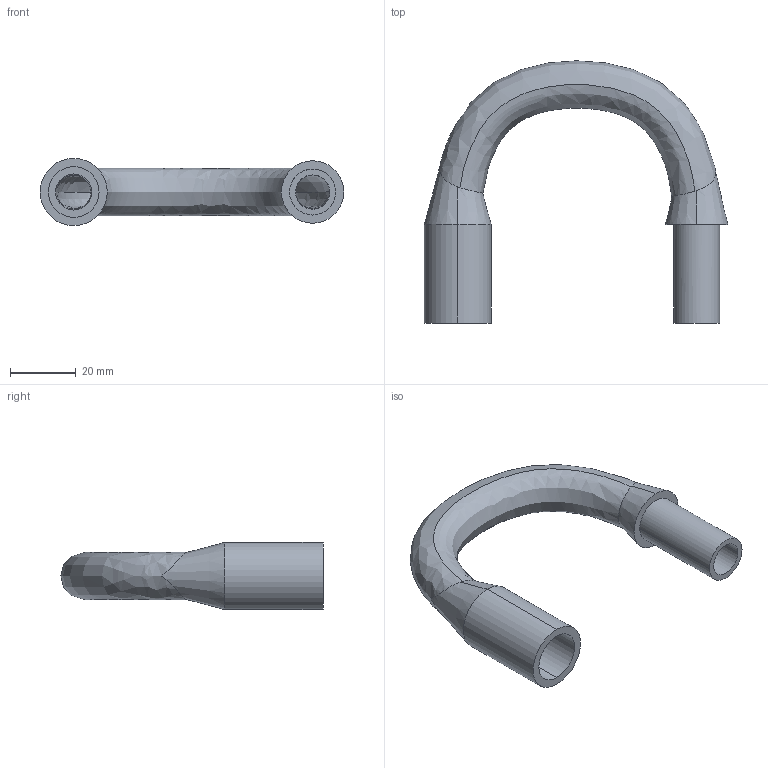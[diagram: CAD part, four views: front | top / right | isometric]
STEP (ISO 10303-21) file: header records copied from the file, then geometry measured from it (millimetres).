
FILE_DESCRIPTION (( 'STEP AP214' ), '1' );
FILE_NAME ('TMPT_BellCurve.STEP', '2015-02-01T17:18:41', ( '' ), ( '' ), 'SwSTEP 2.0', 'SolidWorks 2014', '' );
FILE_SCHEMA (( 'AUTOMOTIVE_DESIGN' ));
Length unit declared in the file: metre
Products named in the file (1): TMPT_BellCurve
Bounding box: 92.41 x 79.8 x 20.42 mm (x, y, z)
Volume: 17769.7 mm3; surface area: 16343.6 mm2
Topology: 1 solids, 1 shells, 26 faces, 67 edges, 45 vertices
Faces by surface type: cylinder 8, bspline 7, cone 6, plane 5
Entity records: 2203 total; most frequent: CARTESIAN_POINT 1599, ORIENTED_EDGE 134, DIRECTION 94, EDGE_CURVE 67, VERTEX_POINT 45, AXIS2_PLACEMENT_3D 40, B_SPLINE_CURVE_WITH_KNOTS 31, EDGE_LOOP 30
